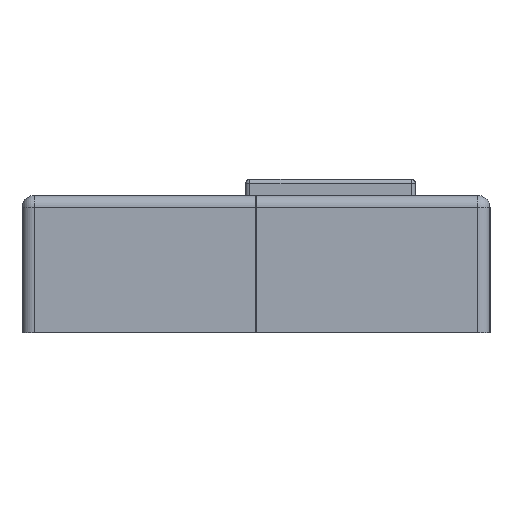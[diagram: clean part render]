
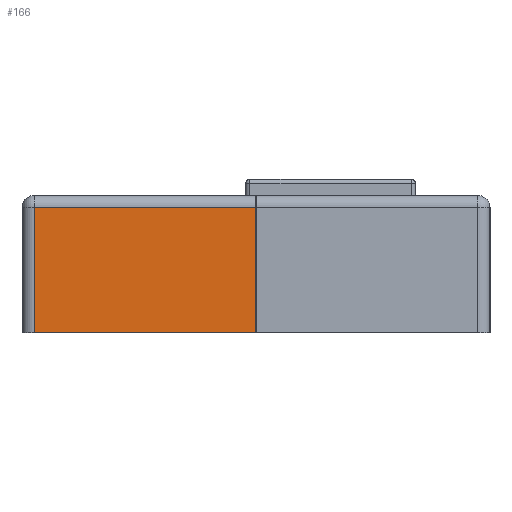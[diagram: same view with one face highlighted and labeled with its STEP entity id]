
A CAD part, left-side view. The second image highlights one B-rep face of the part: STEP entity #166.
In plain terms, the highlighted planar face has unit normal (-1, 0, 0).
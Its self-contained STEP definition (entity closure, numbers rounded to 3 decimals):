
#166=ADVANCED_FACE('NONE',(#616),#617,.F.);
#616=FACE_OUTER_BOUND('',#1492,.T.);
#617=PLANE('',#1493);
#1492=EDGE_LOOP('',(#2539,#2540,#2541,#2542));
#1493=AXIS2_PLACEMENT_3D('',#2543,#2544,#2545);
#2539=ORIENTED_EDGE('',*,*,#5608,.T.);
#2540=ORIENTED_EDGE('',*,*,#5609,.T.);
#2541=ORIENTED_EDGE('',*,*,#5610,.T.);
#2542=ORIENTED_EDGE('',*,*,#5611,.T.);
#2543=CARTESIAN_POINT('',(-73.5,29.0,8.5));
#2544=DIRECTION('',(1.0,0.,0.));
#2545=DIRECTION('',(0.0,1.0,0.));
#5608=EDGE_CURVE('NONE',#6694,#6695,#6696,.T.);
#5609=EDGE_CURVE('NONE',#6695,#6697,#6698,.T.);
#5610=EDGE_CURVE('NONE',#6697,#6699,#6700,.T.);
#5611=EDGE_CURVE('NONE',#6699,#6694,#6701,.T.);
#6694=VERTEX_POINT('NONE',#8366);
#6695=VERTEX_POINT('NONE',#8367);
#6696=LINE('',#8368,#8369);
#6697=VERTEX_POINT('NONE',#8370);
#6698=LINE('',#8371,#8372);
#6699=VERTEX_POINT('NONE',#8373);
#6700=LINE('',#8374,#8375);
#6701=LINE('',#8376,#8377);
#8366=CARTESIAN_POINT('',(-73.5,27.5,-8.5));
#8367=CARTESIAN_POINT('',(-73.5,0.005,-8.5));
#8368=CARTESIAN_POINT('',(-73.5,29.0,-8.5));
#8369=VECTOR('',#10818,1000.0);
#8370=CARTESIAN_POINT('',(-73.5,0.005,7.0));
#8371=CARTESIAN_POINT('',(-73.5,0.005,-8.5));
#8372=VECTOR('',#10819,1000.0);
#8373=CARTESIAN_POINT('',(-73.5,27.5,7.0));
#8374=CARTESIAN_POINT('',(-73.5,29.0,7.0));
#8375=VECTOR('',#10820,1000.0);
#8376=CARTESIAN_POINT('',(-73.5,27.5,8.5));
#8377=VECTOR('',#10821,1000.0);
#10818=DIRECTION('',(0.,-1.0,0.0));
#10819=DIRECTION('',(-0.0,-0.0,1.0));
#10820=DIRECTION('',(0.,1.0,-0.0));
#10821=DIRECTION('',(0.0,0.0,-1.0));
